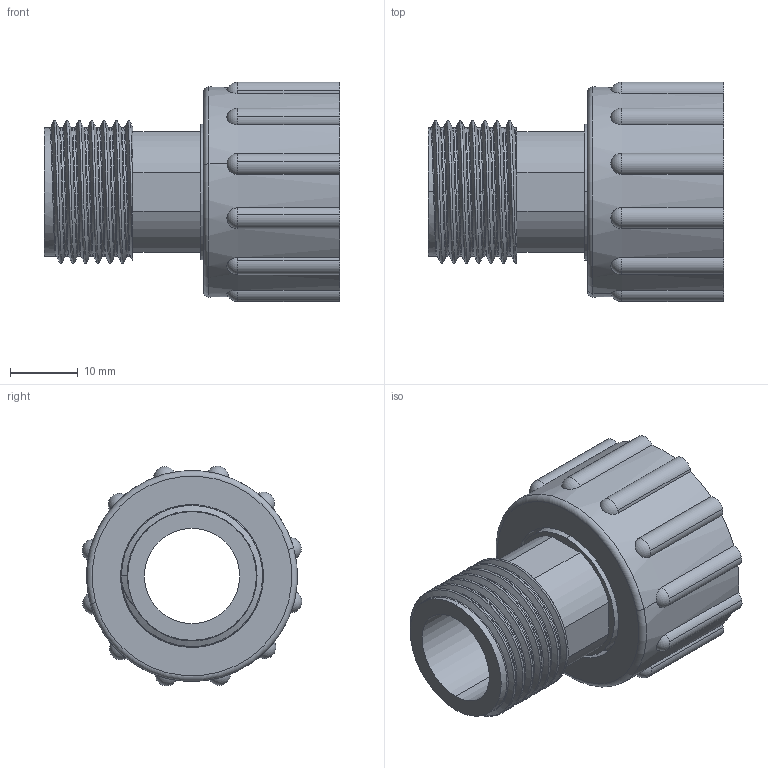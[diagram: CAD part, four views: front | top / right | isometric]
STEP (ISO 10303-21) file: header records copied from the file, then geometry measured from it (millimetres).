
FILE_DESCRIPTION (( 'STEP AP203' ), '1' );
FILE_NAME ('00650_0503.STEP', '2017-05-15T14:10:44', ( '' ), ( '' ), 'SwSTEP 2.0', 'SolidWorks 2011', '' );
FILE_SCHEMA (( 'CONFIG_CONTROL_DESIGN' ));
Length unit declared in the file: millimetre
Products named in the file (4): 00650_0503; 00122_0505; 00125_0505; 00653_0503
Assembly tree (3 placements, depth 2):
  00650_0503
    00653_0503
    00122_0505
    00125_0505
Bounding box: 43.4 x 32.3 x 32.3 mm (x, y, z)
Volume: 10807.1 mm3; surface area: 10396.9 mm2
Topology: 3 solids, 3 shells, 121 faces, 325 edges, 211 vertices
Faces by surface type: cylinder 68, plane 15, sphere 12, bspline 10, torus 10, cone 6
Entity records: 11787 total; most frequent: CARTESIAN_POINT 8589, ORIENTED_EDGE 644, DIRECTION 550, EDGE_CURVE 322, AXIS2_PLACEMENT_3D 226, VERTEX_POINT 211, EDGE_LOOP 131, FACE_OUTER_BOUND 121
